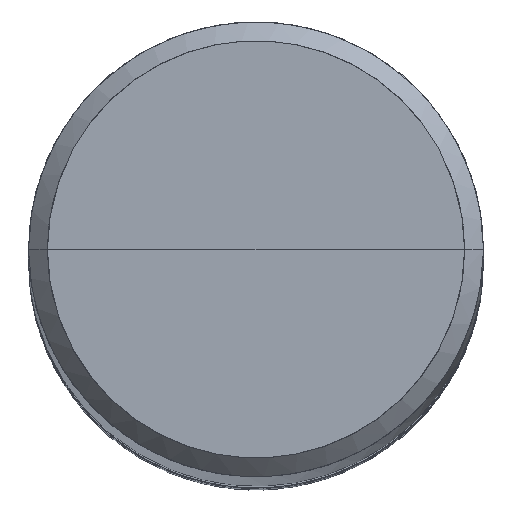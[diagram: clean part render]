
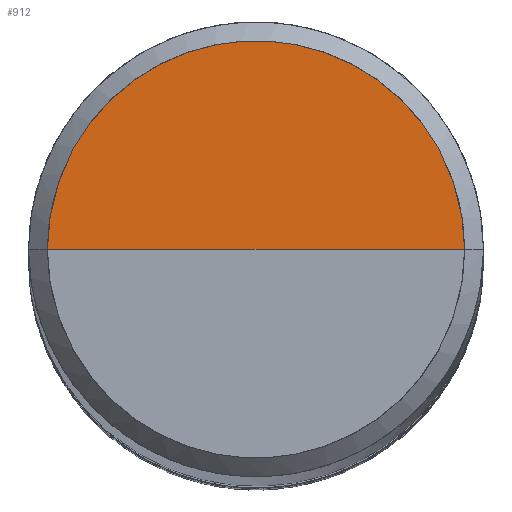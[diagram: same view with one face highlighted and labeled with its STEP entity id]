
A CAD part, top view. The second image highlights one B-rep face of the part: STEP entity #912.
In plain terms, the highlighted free-form (B-spline) face has degree [1, 2] with [2, 5] control points.
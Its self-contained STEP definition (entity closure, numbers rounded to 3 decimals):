
#623=CARTESIAN_POINT('',(2.75,0.0,85.0));
#624=CARTESIAN_POINT('',(2.75,2.75,85.0));
#625=CARTESIAN_POINT('',(0.0,2.75,85.0));
#626=CARTESIAN_POINT('',(-2.75,2.75,85.0));
#627=CARTESIAN_POINT('',(-2.75,0.0,85.0));
#628=CARTESIAN_POINT('',(0.0,0.0,85.0));
#897=(
BOUNDED_SURFACE()
B_SPLINE_SURFACE(1,2,(
(#623,#624,#625,#626,#627),
(#628,#628,#628,#628,#628)
), .UNSPECIFIED.,.F.,.F.,.F.)
B_SPLINE_SURFACE_WITH_KNOTS((2,2),(3,2,3),(
0.0,1.0),(
0.0,0.5,1.0), .UNSPECIFIED.)
GEOMETRIC_REPRESENTATION_ITEM()
RATIONAL_B_SPLINE_SURFACE(((1.0,0.707,1.0,0.707,1.0),
(1.0,0.707,1.0,0.707,1.0)
))
REPRESENTATION_ITEM('')
SURFACE()
);
#898=(
BOUNDED_CURVE()
B_SPLINE_CURVE(2,(#627,#626,#625,#624,#623),.UNSPECIFIED.,.F.,.F.)
B_SPLINE_CURVE_WITH_KNOTS((3,2,3),
(0.0,0.5,1.0),.UNSPECIFIED.)
CURVE()
GEOMETRIC_REPRESENTATION_ITEM()
RATIONAL_B_SPLINE_CURVE((1.0,0.707,1.0,0.707,1.0))
REPRESENTATION_ITEM('')
);
#899=(
BOUNDED_CURVE()
B_SPLINE_CURVE(1,(#623,#628),.UNSPECIFIED.,.F.,.F.)
B_SPLINE_CURVE_WITH_KNOTS((2,2),
(0.0,1.0),.UNSPECIFIED.)
CURVE()
GEOMETRIC_REPRESENTATION_ITEM()
RATIONAL_B_SPLINE_CURVE((1.0,1.0))
REPRESENTATION_ITEM('')
);
#900=(
BOUNDED_CURVE()
B_SPLINE_CURVE(1,(#628,#627),.UNSPECIFIED.,.F.,.F.)
B_SPLINE_CURVE_WITH_KNOTS((2,2),
(0.0,1.0),.UNSPECIFIED.)
CURVE()
GEOMETRIC_REPRESENTATION_ITEM()
RATIONAL_B_SPLINE_CURVE((1.0,1.0))
REPRESENTATION_ITEM('')
);
#901=VERTEX_POINT('',#623);
#902=VERTEX_POINT('',#627);
#903=VERTEX_POINT('',#628);
#904=EDGE_CURVE('',#902,#901,#898,.T.);
#905=EDGE_CURVE('',#901,#903,#899,.T.);
#906=EDGE_CURVE('',#903,#902,#900,.T.);
#907=ORIENTED_EDGE('',*,*,#904,.T.);
#908=ORIENTED_EDGE('',*,*,#905,.T.);
#909=ORIENTED_EDGE('',*,*,#906,.T.);
#910=EDGE_LOOP('',(#907,#908,#909));
#911=FACE_OUTER_BOUND('',#910,.T.);
#912=ADVANCED_FACE('',(#911),#897,.T.);
